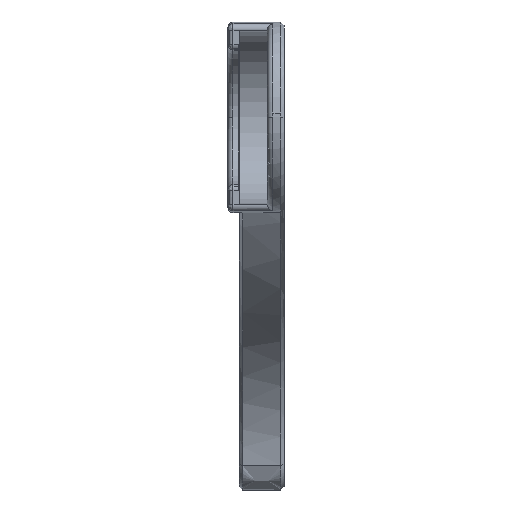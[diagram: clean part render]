
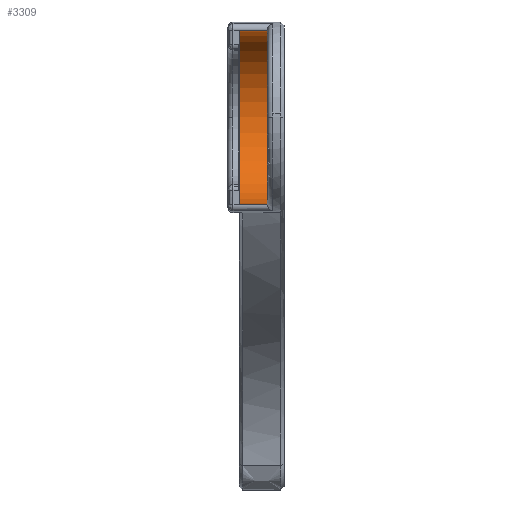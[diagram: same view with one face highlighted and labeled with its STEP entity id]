
A CAD part, top view. The second image highlights one B-rep face of the part: STEP entity #3309.
In plain terms, the highlighted cylindrical face has radius 15.5 mm (diameter 31 mm), a partial arc.
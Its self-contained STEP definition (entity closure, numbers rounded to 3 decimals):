
#202 = CARTESIAN_POINT ( 'NONE',  ( -8., 65.5, 305. ) ) ;
#203 = VECTOR ( 'NONE', #4703, 1000. ) ;
#289 = EDGE_CURVE ( 'NONE', #331, #4778, #2112, .T. ) ;
#331 = VERTEX_POINT ( 'NONE', #1175 ) ;
#382 = DIRECTION ( 'NONE',  ( 0., 1., 0. ) ) ;
#774 = CYLINDRICAL_SURFACE ( 'NONE', #1922, 15.5 ) ;
#1117 = EDGE_CURVE ( 'NONE', #1950, #1960, #4752, .T. ) ;
#1175 = CARTESIAN_POINT ( 'NONE',  ( -3., 34.5, 305. ) ) ;
#1206 = EDGE_CURVE ( 'NONE', #1960, #4778, #4502, .T. ) ;
#1253 = ORIENTED_EDGE ( 'NONE', *, *, #289, .F. ) ;
#1328 = CARTESIAN_POINT ( 'NONE',  ( -3., 65.5, 305. ) ) ;
#1552 = FACE_OUTER_BOUND ( 'NONE', #4082, .T. ) ;
#1781 = DIRECTION ( 'NONE',  ( 1., 0., 0. ) ) ;
#1849 = DIRECTION ( 'NONE',  ( -1., 0., 0. ) ) ;
#1922 = AXIS2_PLACEMENT_3D ( 'NONE', #3015, #1849, #3725 ) ;
#1950 = VERTEX_POINT ( 'NONE', #1328 ) ;
#1960 = VERTEX_POINT ( 'NONE', #202 ) ;
#1998 = AXIS2_PLACEMENT_3D ( 'NONE', #2534, #1781, #2880 ) ;
#2112 = LINE ( 'NONE', #3233, #2239 ) ;
#2143 = CARTESIAN_POINT ( 'NONE',  ( -3., 65.5, 305. ) ) ;
#2239 = VECTOR ( 'NONE', #4402, 1000. ) ;
#2422 = ORIENTED_EDGE ( 'NONE', *, *, #1117, .T. ) ;
#2472 = CIRCLE ( 'NONE', #1998, 15.5 ) ;
#2534 = CARTESIAN_POINT ( 'NONE',  ( -3., 50., 305. ) ) ;
#2585 = ORIENTED_EDGE ( 'NONE', *, *, #3205, .T. ) ;
#2880 = DIRECTION ( 'NONE',  ( 0., 1., 0. ) ) ;
#3015 = CARTESIAN_POINT ( 'NONE',  ( -3., 50., 305. ) ) ;
#3027 = AXIS2_PLACEMENT_3D ( 'NONE', #4821, #4065, #382 ) ;
#3205 = EDGE_CURVE ( 'NONE', #331, #1950, #2472, .T. ) ;
#3233 = CARTESIAN_POINT ( 'NONE',  ( -3., 34.5, 305. ) ) ;
#3309 = ADVANCED_FACE ( 'NONE', ( #1552 ), #774, .F. ) ;
#3360 = CARTESIAN_POINT ( 'NONE',  ( -8., 34.5, 305. ) ) ;
#3725 = DIRECTION ( 'NONE',  ( 0., 1., 0. ) ) ;
#4065 = DIRECTION ( 'NONE',  ( -1., 0., 0. ) ) ;
#4082 = EDGE_LOOP ( 'NONE', ( #2585, #2422, #4361, #1253 ) ) ;
#4361 = ORIENTED_EDGE ( 'NONE', *, *, #1206, .T. ) ;
#4402 = DIRECTION ( 'NONE',  ( -1., 0., 0. ) ) ;
#4502 = CIRCLE ( 'NONE', #3027, 15.5 ) ;
#4703 = DIRECTION ( 'NONE',  ( -1., 0., 0. ) ) ;
#4752 = LINE ( 'NONE', #2143, #203 ) ;
#4778 = VERTEX_POINT ( 'NONE', #3360 ) ;
#4821 = CARTESIAN_POINT ( 'NONE',  ( -8., 50., 305. ) ) ;
